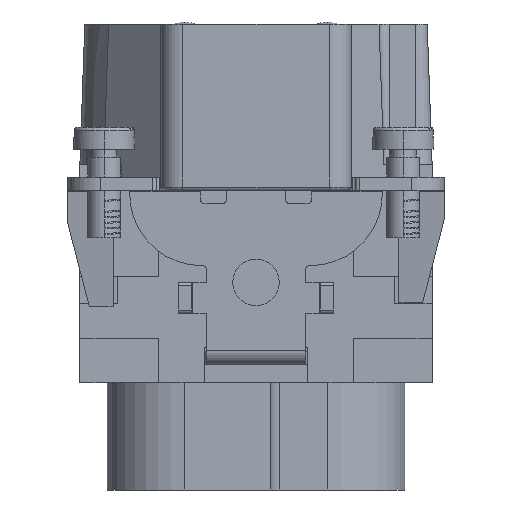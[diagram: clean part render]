
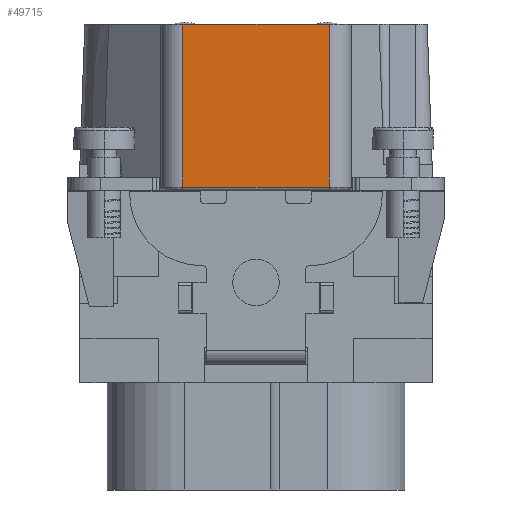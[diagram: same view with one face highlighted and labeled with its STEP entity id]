
A CAD part, left-side view. The second image highlights one B-rep face of the part: STEP entity #49715.
In plain terms, the highlighted planar face has unit normal (-1, 0, 0).
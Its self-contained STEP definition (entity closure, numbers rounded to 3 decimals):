
#13267=DIRECTION('',(0.,-1.,0.));
#13268=VECTOR('',#13267,13.2);
#13269=CARTESIAN_POINT('',(-40.9,6.6,12.7));
#13270=LINE('',#13269,#13268);
#16177=DIRECTION('',(0.,1.,0.));
#16178=VECTOR('',#16177,13.2);
#16179=CARTESIAN_POINT('',(-40.9,-6.6,-2.));
#16180=LINE('',#16179,#16178);
#16181=DIRECTION('',(0.,0.,1.));
#16182=VECTOR('',#16181,14.7);
#16183=CARTESIAN_POINT('',(-40.9,6.6,-2.));
#16184=LINE('',#16183,#16182);
#16185=DIRECTION('',(0.,0.,-1.));
#16186=VECTOR('',#16185,14.7);
#16187=CARTESIAN_POINT('',(-40.9,-6.6,12.7));
#16188=LINE('',#16187,#16186);
#23567=CARTESIAN_POINT('',(-40.9,6.6,12.7));
#23569=VERTEX_POINT('',#23567);
#23570=CARTESIAN_POINT('',(-40.9,-6.6,12.7));
#23571=VERTEX_POINT('',#23570);
#25339=CARTESIAN_POINT('',(-40.9,6.6,-2.));
#25341=VERTEX_POINT('',#25339);
#25345=CARTESIAN_POINT('',(-40.9,-6.6,-2.));
#25346=VERTEX_POINT('',#25345);
#49703=CARTESIAN_POINT('',(-40.9,6.6,0.));
#49704=DIRECTION('',(-1.,0.,0.));
#49705=DIRECTION('',(0.,-1.,0.));
#49706=AXIS2_PLACEMENT_3D('',#49703,#49704,#49705);
#49707=PLANE('',#49706);
#49708=ORIENTED_EDGE('',*,*,#45276,.T.);
#49710=ORIENTED_EDGE('',*,*,#49709,.T.);
#49711=ORIENTED_EDGE('',*,*,#45404,.T.);
#49712=ORIENTED_EDGE('',*,*,#49696,.T.);
#49713=EDGE_LOOP('',(#49708,#49710,#49711,#49712));
#49714=FACE_OUTER_BOUND('',#49713,.F.);
#49715=ADVANCED_FACE('',(#49714),#49707,.T.);
#45276=EDGE_CURVE('',#25346,#25341,#16180,.T.);
#45404=EDGE_CURVE('',#23569,#23571,#13270,.T.);
#49696=EDGE_CURVE('',#23571,#25346,#16188,.T.);
#49709=EDGE_CURVE('',#25341,#23569,#16184,.T.);
